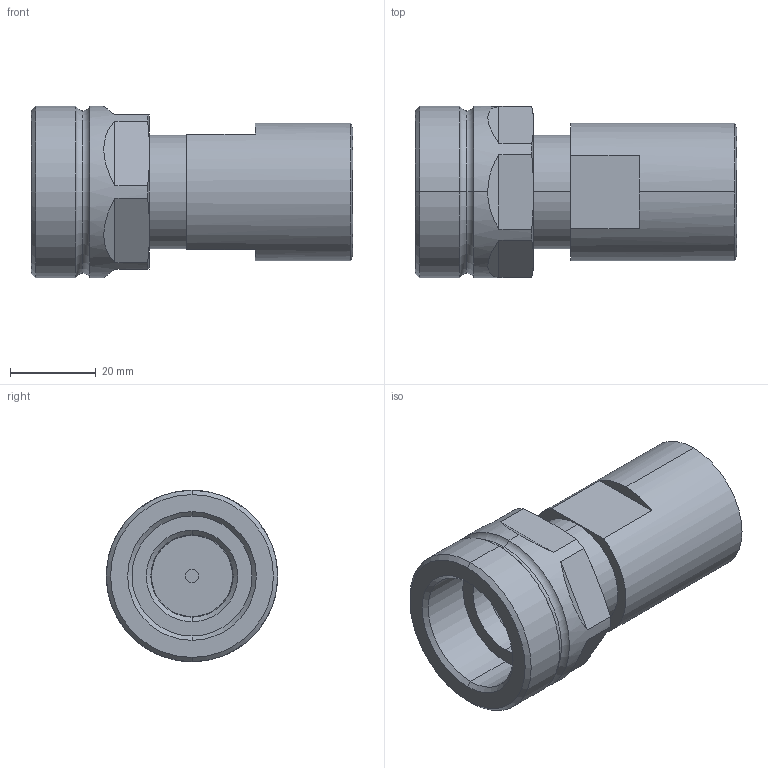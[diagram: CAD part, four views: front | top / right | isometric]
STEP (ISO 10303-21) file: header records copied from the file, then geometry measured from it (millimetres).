
FILE_DESCRIPTION (( 'STEP AP214' ), '1' );
FILE_NAME ('BH09.1102_IC_JV.STEP', '2015-07-16T11:56:13', ( '' ), ( '' ), 'SwSTEP 2.0', 'SolidWorks 2015', '' );
FILE_SCHEMA (( 'AUTOMOTIVE_DESIGN' ));
Length unit declared in the file: millimetre
Products named in the file (1): BH09.1102_IC_JV
Bounding box: 75 x 40 x 40 mm (x, y, z)
Volume: 49840.5 mm3; surface area: 14203.7 mm2
Topology: 1 solids, 1 shells, 63 faces, 148 edges, 91 vertices
Faces by surface type: plane 23, cone 18, cylinder 18, torus 4
Entity records: 1838 total; most frequent: CARTESIAN_POINT 361, DIRECTION 318, ORIENTED_EDGE 292, EDGE_CURVE 146, AXIS2_PLACEMENT_3D 128, VERTEX_POINT 91, EDGE_LOOP 69, CIRCLE 64
